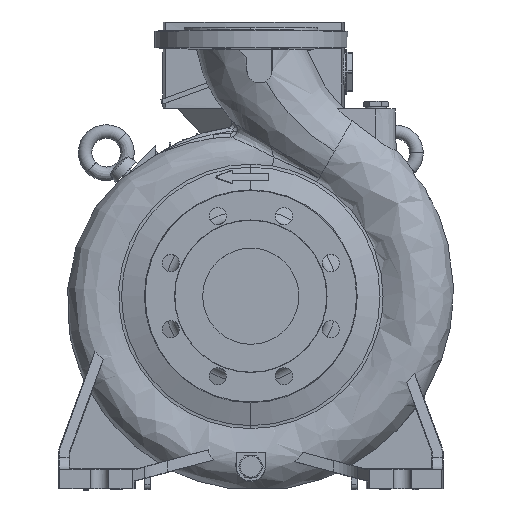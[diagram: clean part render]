
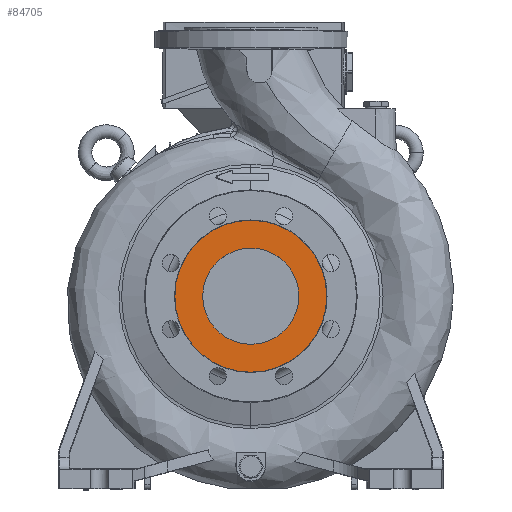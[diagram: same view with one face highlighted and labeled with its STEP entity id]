
A CAD part, top view. The second image highlights one B-rep face of the part: STEP entity #84705.
In plain terms, the highlighted face is planar.
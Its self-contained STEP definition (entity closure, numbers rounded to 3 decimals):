
#305 = DIRECTION ( 'NONE',  ( 1., 0., 0. ) ) ;
#349 = VERTEX_POINT ( 'NONE', #60872 ) ;
#11738 = AXIS2_PLACEMENT_3D ( 'NONE', #108950, #163971, #81839 ) ;
#11928 = CIRCLE ( 'NONE', #109944, 79. ) ;
#12554 = AXIS2_PLACEMENT_3D ( 'NONE', #137481, #305, #55357 ) ;
#21769 = ORIENTED_EDGE ( 'NONE', *, *, #35202, .T. ) ;
#21900 = VERTEX_POINT ( 'NONE', #87387 ) ;
#23772 = CARTESIAN_POINT ( 'NONE',  ( 0., 0., 79. ) ) ;
#35202 = EDGE_CURVE ( 'NONE', #70582, #21900, #11928, .T. ) ;
#44222 = CARTESIAN_POINT ( 'NONE',  ( 0., -158., 158. ) ) ;
#46863 = FACE_BOUND ( 'NONE', #173318, .T. ) ;
#53887 = EDGE_CURVE ( 'NONE', #144746, #349, #163017, .T. ) ;
#55357 = DIRECTION ( 'NONE',  ( 0., 1., 0. ) ) ;
#60872 = CARTESIAN_POINT ( 'NONE',  ( 0., 50., 0. ) ) ;
#61493 = CIRCLE ( 'NONE', #12554, 50. ) ;
#61821 = CARTESIAN_POINT ( 'NONE',  ( 0., -50., 0. ) ) ;
#66458 = CIRCLE ( 'NONE', #11738, 79. ) ;
#66714 = DIRECTION ( 'NONE',  ( 1., 0., 0. ) ) ;
#70582 = VERTEX_POINT ( 'NONE', #23772 ) ;
#81839 = DIRECTION ( 'NONE',  ( 0., 0., 1. ) ) ;
#84382 = ORIENTED_EDGE ( 'NONE', *, *, #53887, .F. ) ;
#84705 = ADVANCED_FACE ( 'NONE', ( #46863, #113674 ), #152530, .F. ) ;
#85248 = AXIS2_PLACEMENT_3D ( 'NONE', #93808, #66714, #148845 ) ;
#87387 = CARTESIAN_POINT ( 'NONE',  ( 0., 0., -79. ) ) ;
#93808 = CARTESIAN_POINT ( 'NONE',  ( 0., 0., 0. ) ) ;
#99243 = DIRECTION ( 'NONE',  ( -1., 0., 0. ) ) ;
#102144 = ORIENTED_EDGE ( 'NONE', *, *, #112374, .T. ) ;
#108950 = CARTESIAN_POINT ( 'NONE',  ( 0., 0., 0. ) ) ;
#109944 = AXIS2_PLACEMENT_3D ( 'NONE', #124931, #121363, #176377 ) ;
#112374 = EDGE_CURVE ( 'NONE', #21900, #70582, #66458, .T. ) ;
#113674 = FACE_OUTER_BOUND ( 'NONE', #128897, .T. ) ;
#121363 = DIRECTION ( 'NONE',  ( 1., 0., 0. ) ) ;
#124931 = CARTESIAN_POINT ( 'NONE',  ( 0., 0., 0. ) ) ;
#128897 = EDGE_LOOP ( 'NONE', ( #21769, #102144 ) ) ;
#129252 = AXIS2_PLACEMENT_3D ( 'NONE', #44222, #99243, #154287 ) ;
#137481 = CARTESIAN_POINT ( 'NONE',  ( 0., 0., 0. ) ) ;
#144746 = VERTEX_POINT ( 'NONE', #61821 ) ;
#148845 = DIRECTION ( 'NONE',  ( 0., 1., 0. ) ) ;
#152530 = PLANE ( 'NONE',  #129252 ) ;
#154287 = DIRECTION ( 'NONE',  ( 0., 0., 1. ) ) ;
#163017 = CIRCLE ( 'NONE', #85248, 50. ) ;
#163971 = DIRECTION ( 'NONE',  ( 1., 0., 0. ) ) ;
#173158 = EDGE_CURVE ( 'NONE', #349, #144746, #61493, .T. ) ;
#173318 = EDGE_LOOP ( 'NONE', ( #176259, #84382 ) ) ;
#176259 = ORIENTED_EDGE ( 'NONE', *, *, #173158, .F. ) ;
#176377 = DIRECTION ( 'NONE',  ( 0., 0., 1. ) ) ;
